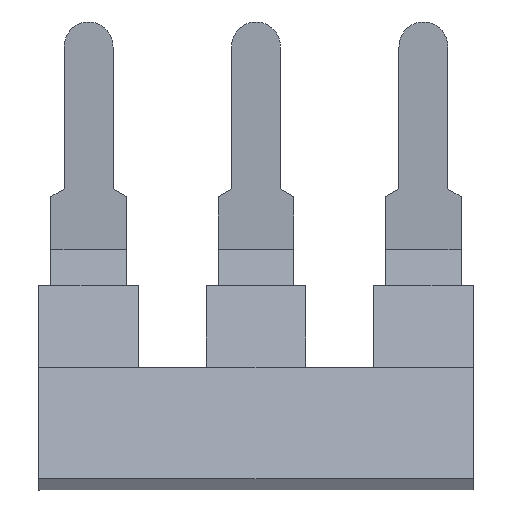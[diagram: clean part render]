
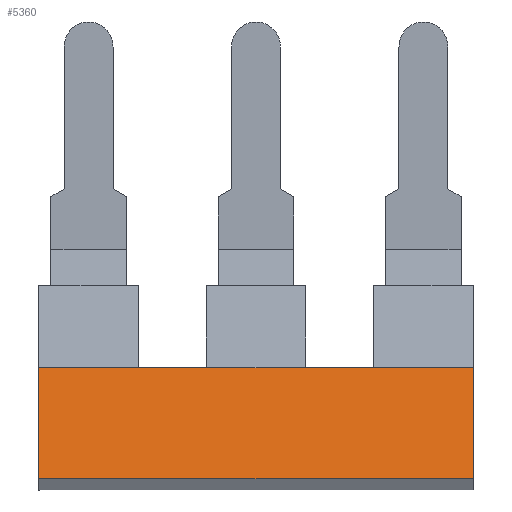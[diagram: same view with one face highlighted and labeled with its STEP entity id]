
A CAD part, top view. The second image highlights one B-rep face of the part: STEP entity #5360.
In plain terms, the highlighted face is planar.
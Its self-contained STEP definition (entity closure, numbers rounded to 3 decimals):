
#370=CARTESIAN_POINT('',(-36.021,-22.856,
19.15));
#380=VERTEX_POINT('',#370);
#410=CARTESIAN_POINT('',(-36.021,-25.249,
19.15));
#420=DIRECTION('',(0.,-1.,0.));
#430=VECTOR('',#420,1.);
#440=LINE('',#410,#430);
#450=CARTESIAN_POINT('',(-36.021,-29.806,
19.15));
#460=VERTEX_POINT('',#450);
#470=EDGE_CURVE('',#380,#460,#440,.T.);
#5060=CARTESIAN_POINT('',(-36.021,-23.056,
10.975));
#5070=DIRECTION('',(1.,0.,0.));
#5080=DIRECTION('',(0.,-1.,0.));
#5090=AXIS2_PLACEMENT_3D('',#5060,#5070,#5080);
#5100=PLANE('',#5090);
#5110=CARTESIAN_POINT('',(-36.021,-25.249,
-7.45));
#5120=DIRECTION('',(0.,1.,0.));
#5130=VECTOR('',#5120,1.);
#5140=LINE('',#5110,#5130);
#5150=CARTESIAN_POINT('',(-36.021,-29.806,
-7.45));
#5160=VERTEX_POINT('',#5150);
#5170=CARTESIAN_POINT('',(-36.021,-22.856,
-7.45));
#5180=VERTEX_POINT('',#5170);
#5190=EDGE_CURVE('',#5160,#5180,#5140,.T.);
#5200=ORIENTED_EDGE('',*,*,#5190,.T.);
#5210=CARTESIAN_POINT('',(-36.021,-29.806,10.975));
#5220=DIRECTION('',(0.,0.,1.));
#5230=VECTOR('',#5220,1.);
#5240=LINE('',#5210,#5230);
#5250=EDGE_CURVE('',#5160,#460,#5240,.T.);
#5260=ORIENTED_EDGE('',*,*,#5250,.F.);
#5270=ORIENTED_EDGE('',*,*,#470,.T.);
#5280=CARTESIAN_POINT('',(-36.021,-22.856,
10.975));
#5290=DIRECTION('',(0.,0.,1.));
#5300=VECTOR('',#5290,1.);
#5310=LINE('',#5280,#5300);
#5320=EDGE_CURVE('',#5180,#380,#5310,.T.);
#5330=ORIENTED_EDGE('',*,*,#5320,.T.);
#5340=EDGE_LOOP('',(#5330,#5270,#5260,#5200));
#5350=FACE_OUTER_BOUND('',#5340,.T.);
#5360=ADVANCED_FACE('',(#5350),#5100,.T.);
